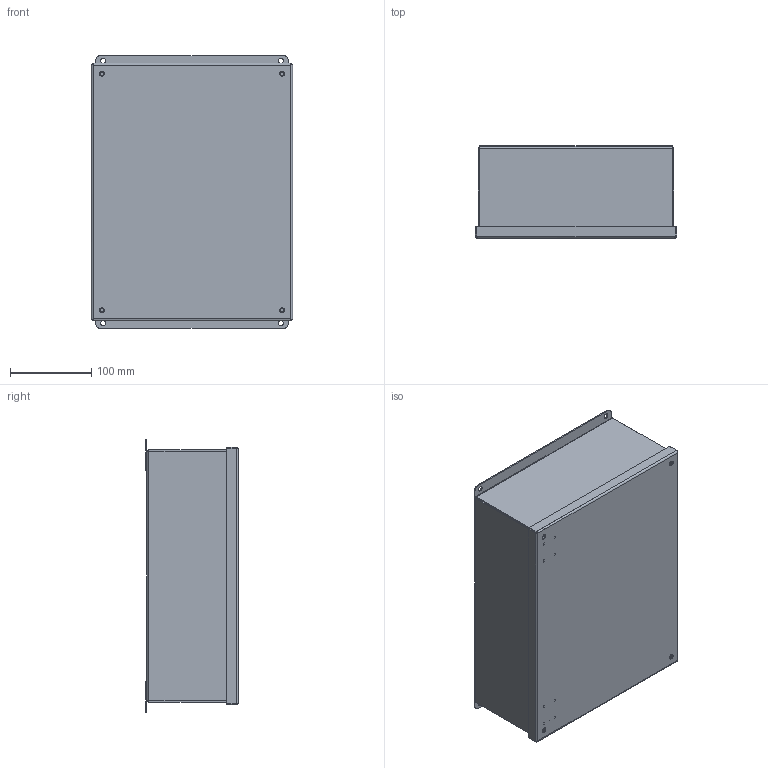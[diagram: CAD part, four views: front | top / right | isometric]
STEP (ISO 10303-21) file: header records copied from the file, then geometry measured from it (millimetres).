
FILE_DESCRIPTION( ( 'Unknown' ), '1' );
FILE_NAME( '25PBMC.stp', 'Unknown', ( 'Unknown' ), ( 'Unknown' ), 'PSStep 16.0.42', 'Unknown', ' ' );
FILE_SCHEMA( ( 'AUTOMOTIVE_DESIGN { 1 0 10303 214 1 1 1 1 }' ) );
Length unit declared in the file: millimetre
Products named in the file (12): 25PBMC_COUVERCLE; 25PBMC-C; 25PBMC_GASKET; PB-PENTURE-1; PB-PENTURE-2; PB-LOCK; 25PBM_BOITIER; 25PBM-B; INSERT 10-32 AVK ALS4-1032-130; 25PBM-P; 10-32 x 0.500 AC_CD 201-008-772; Assem1
Assembly tree (15 placements, depth 3):
  Assem1
    25PBM_BOITIER
      25PBM-B
      INSERT 10-32 AVK ALS4-1032-130  x4
      25PBM-P  x2
      10-32 x 0.500 AC_CD 201-008-772
    25PBMC_COUVERCLE
      25PBMC-C
      25PBMC_GASKET
      PB-PENTURE-1
      PB-PENTURE-2
      PB-LOCK
Bounding box: 248.28 x 114.17 x 336.55 mm (x, y, z)
Volume: 600234.6 mm3; surface area: 686875.1 mm2
Topology: 13 solids, 13 shells, 1286 faces, 3105 edges, 2048 vertices
Faces by surface type: plane 899, extrusion 252, cylinder 106, bspline 16, cone 9, torus 4
Full cylindrical faces by diameter (mm): 0.508 x1, 3.023 x9, 3.175 x9, 3.454 x1, 4.039 x4, 4.826 x1, 5.486 x4, 6.223 x4, 6.35 x12, 6.502 x1, 6.731 x4, 7.366 x4, 7.518 x4, 7.925 x4
Entity records: 57324 total; most frequent: CARTESIAN_POINT 21361, ORIENTED_EDGE 5792, DIRECTION 3716, EDGE_CURVE 2896, VERTEX_POINT 1974, B_SPLINE_CURVE_WITH_KNOTS 1832, EDGE_LOOP 1594, VECTOR 1414
